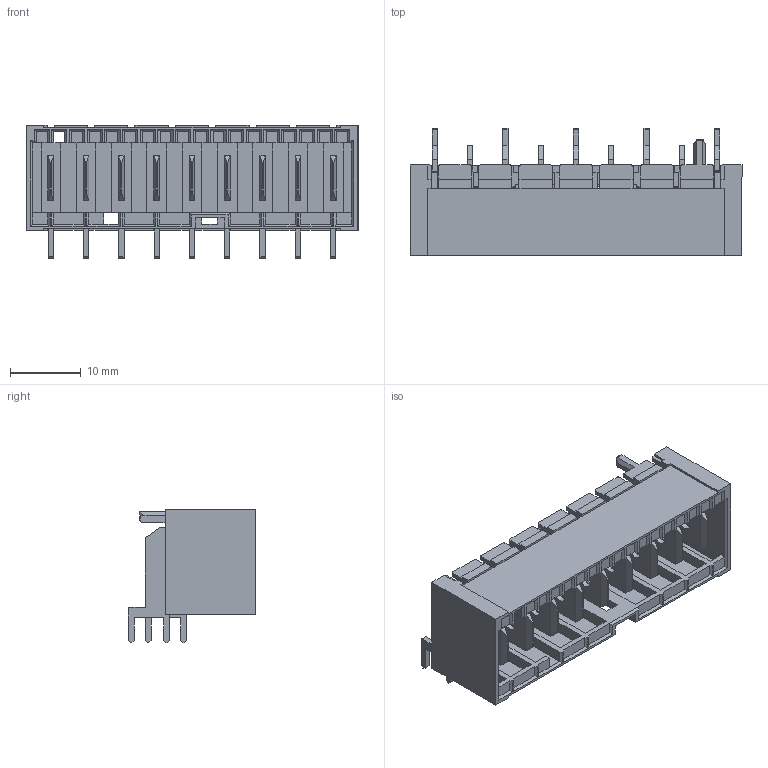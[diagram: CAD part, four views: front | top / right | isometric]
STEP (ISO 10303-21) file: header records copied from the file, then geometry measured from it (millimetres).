
FILE_DESCRIPTION(/* description */ ('Unknown'),/* implementation_level */ '2;1');
FILE_NAME(/* name */ 'J_Wurth_WR-RAST_637101120109',/* time_stamp */ '2025-08-29T16:09:49+08:00',/* author */ ('Unknown'),/* organization */ ('Unknown'),/* preprocessor_version */ 'ST-DEVELOPER v19.4',/* originating_system */ 'Solid Edge',/* authorisation */ 'Unknown');
FILE_SCHEMA (('AUTOMOTIVE_DESIGN {1 0 10303 214 3 1 1}'));
Length unit declared in the file: millimetre
Products named in the file (2): J_Wurth_WR-RAST_637101120109
Assembly tree (1 placements, depth 2):
  J_Wurth_WR-RAST_637101120109
    J_Wurth_WR-RAST_637101120109
Bounding box: 47 x 18 x 18.9 mm (x, y, z)
Volume: 3023.4 mm3; surface area: 8521 mm2
Topology: 1 solids, 1 shells, 1067 faces, 3221 edges, 2095 vertices
Faces by surface type: plane 968, cylinder 99
Full cylindrical faces by diameter (mm): 2 x9
Entity records: 42973 total; most frequent: ORIENTED_EDGE 6406, CARTESIAN_POINT 6358, DIRECTION 5541, EDGE_CURVE 3203, LINE 3003, VECTOR 3003, VERTEX_POINT 2086, AXIS2_PLACEMENT_3D 1269
